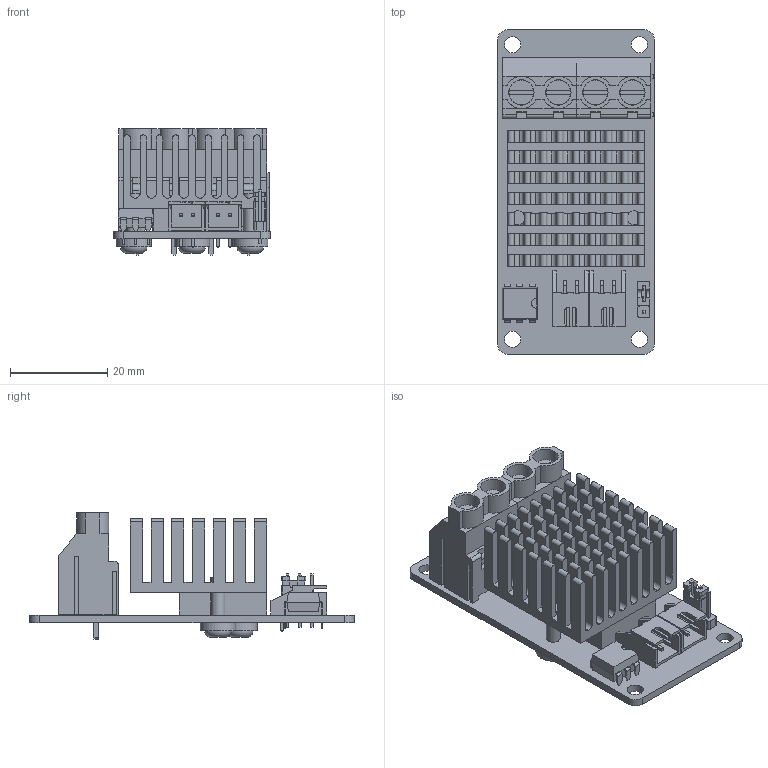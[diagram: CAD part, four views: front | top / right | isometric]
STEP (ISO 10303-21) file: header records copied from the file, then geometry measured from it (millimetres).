
FILE_DESCRIPTION(/* description */ (''),/* implementation_level */ '2;1');
FILE_NAME(/* name */ 'FYSETC MOS Module V1.0 v7.step',/* time_stamp */ '2019-02-12T14:29:10-06:00',/* author */ ('guategeek'),/* organization */ (''),/* preprocessor_version */ 'ST-DEVELOPER v17.2',/* originating_system */ 'Autodesk Translation Framework v7.6.0.251',/* authorisation */ '');
FILE_SCHEMA (('AUTOMOTIVE_DESIGN { 1 0 10303 214 3 1 1 }'));
Length unit declared in the file: millimetre
Products named in the file (12): FYSETC MOS Module V1.0; 28x28x15 Heatsink v3; Jumper & 3 Block Assy v1; Tripple Jumper Block Assy; Jumper Block; Jumper Pin; Jumper; Jumper Body; Jumper Plate; DIP6 v1; JST-S2B-XH-A v1; EXUUNN EX636-7.26 2-Port v5
Assembly tree (15 placements, depth 4):
  FYSETC MOS Module V1.0
    JST-S2B-XH-A v1  x2
    28x28x15 Heatsink v3
    Jumper & 3 Block Assy v1
      Tripple Jumper Block Assy
        Jumper Block
        Jumper Pin  x3
      Jumper
        Jumper Body
        Jumper Plate
    DIP6 v1
    EXUUNN EX636-7.26 2-Port v5  x2
Bounding box: 32.2 x 66.66 x 26 mm (x, y, z)
Volume: 13714 mm3; surface area: 22742.5 mm2
Topology: 29 solids, 29 shells, 1609 faces, 4387 edges, 2871 vertices
Faces by surface type: plane 1089, cylinder 501, bspline 16, torus 3
Full cylindrical faces by diameter (mm): 2.356 x64, 2.529 x16, 2.9 x2, 2.927 x60, 3.086 x12, 3.34 x4, 5 x4, 5.2 x4, 7.25 x3
Entity records: 42533 total; most frequent: CARTESIAN_POINT 12157, ORIENTED_EDGE 6370, DIRECTION 5981, EDGE_CURVE 3185, LINE 2339, VECTOR 2339, VERTEX_POINT 2089, AXIS2_PLACEMENT_3D 1821
